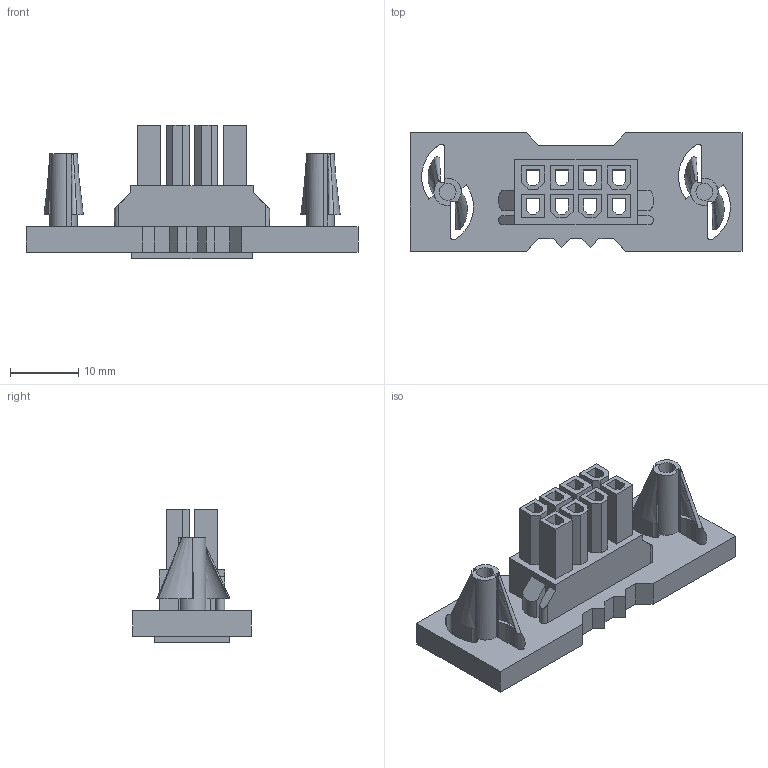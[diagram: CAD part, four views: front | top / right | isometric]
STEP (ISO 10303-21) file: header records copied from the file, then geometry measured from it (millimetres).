
FILE_DESCRIPTION (( 'STEP AP203' ), '1' );
FILE_NAME ('13-018434.step', '2022-01-07T14:40:07', ( '' ), ( '' ), 'SwSTEP 2.0', 'SolidWorks 2021', '' );
FILE_SCHEMA (( 'CONFIG_CONTROL_DESIGN' ));
Length unit declared in the file: millimetre
Products named in the file (1): 13-018434
Bounding box: 48.6 x 17.3 x 19.6 mm (x, y, z)
Volume: 4382.9 mm3; surface area: 5409.5 mm2
Topology: 1 solids, 1 shells, 206 faces, 580 edges, 382 vertices
Faces by surface type: plane 160, cylinder 26, bspline 18, cone 2
Entity records: 7864 total; most frequent: CARTESIAN_POINT 2506, ORIENTED_EDGE 1152, DIRECTION 976, EDGE_CURVE 576, VECTOR 470, LINE 470, VERTEX_POINT 382, AXIS2_PLACEMENT_3D 253
